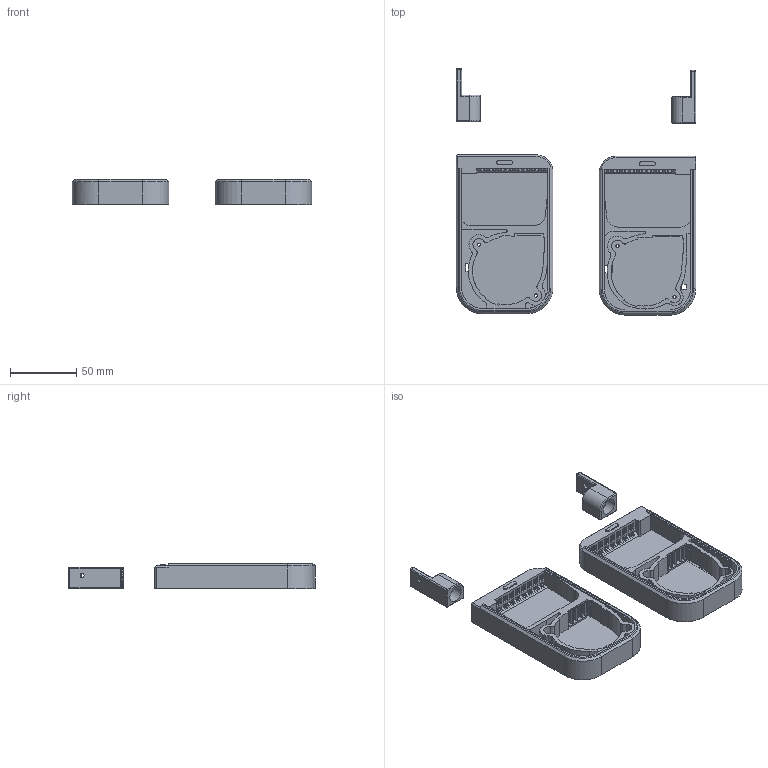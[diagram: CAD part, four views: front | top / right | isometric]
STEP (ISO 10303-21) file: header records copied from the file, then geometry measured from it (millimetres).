
FILE_DESCRIPTION(/* description */ (''),/* implementation_level */ '2;1');
FILE_NAME(/* name */ 'Single Fan v2.step',/* time_stamp */ '2022-12-24T18:06:17-08:00',/* author */ (''),/* organization */ (''),/* preprocessor_version */ 'ST-DEVELOPER v19.2',/* originating_system */ 'Autodesk Translation Framework v11.17.0.187',/* authorisation */ '');
FILE_SCHEMA (('AUTOMOTIVE_DESIGN { 1 0 10303 214 3 1 1 }'));
Length unit declared in the file: millimetre
Products named in the file (5): Single Fan; Left Side Housing; Left Side Mag Mount; Right Side Mag Mount; Right Side Housing
Assembly tree (4 placements, depth 2):
  Single Fan
    Left Side Housing
    Left Side Mag Mount
    Right Side Mag Mount
    Right Side Housing
Bounding box: 180.76 x 186.06 x 19.25 mm (x, y, z)
Volume: 123516.1 mm3; surface area: 85610.3 mm2
Topology: 4 solids, 4 shells, 882 faces, 2489 edges, 1536 vertices
Faces by surface type: plane 644, cylinder 183, cone 32, sphere 16, torus 4, bspline 3
Full cylindrical faces by diameter (mm): 2.4 x4, 3 x2, 4.6 x2, 9 x2, 10.2 x2, 10.5 x2, 12.3 x2
Entity records: 28815 total; most frequent: CARTESIAN_POINT 5539, ORIENTED_EDGE 4978, DIRECTION 4645, EDGE_CURVE 2489, LINE 1971, VECTOR 1971, VERTEX_POINT 1536, AXIS2_PLACEMENT_3D 1337
